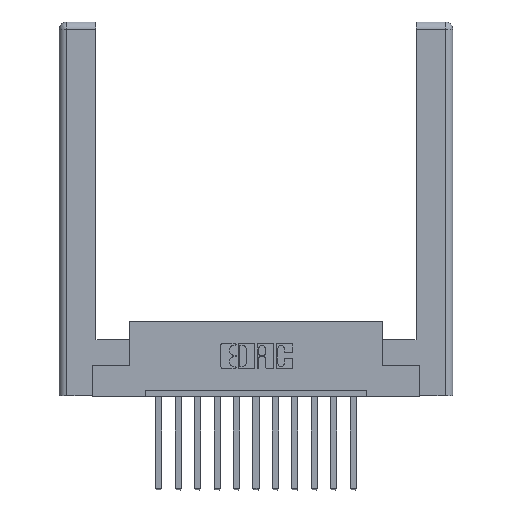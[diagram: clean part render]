
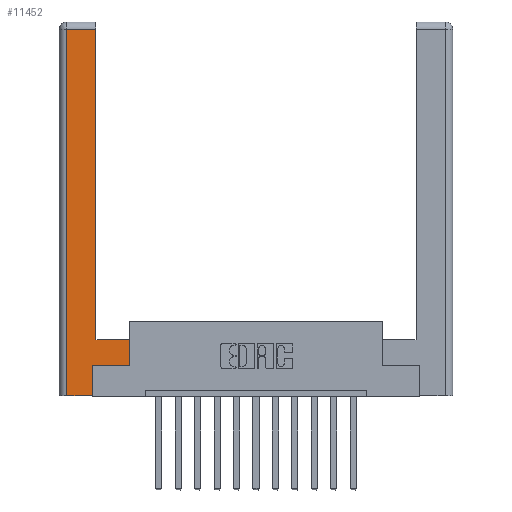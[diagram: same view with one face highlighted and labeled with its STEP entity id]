
A CAD part, top view. The second image highlights one B-rep face of the part: STEP entity #11452.
In plain terms, the highlighted planar face has unit normal (0, 0, 1).
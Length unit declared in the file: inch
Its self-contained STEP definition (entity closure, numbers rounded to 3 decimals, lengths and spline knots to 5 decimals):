
#61 = CARTESIAN_POINT ( 'NONE',  ( 0.295, 2.94, 0. ) ) ;
#350 = VECTOR ( 'NONE', #12482, 39.37008 ) ;
#423 = ORIENTED_EDGE ( 'NONE', *, *, #10563, .T. ) ;
#693 = CARTESIAN_POINT ( 'NONE',  ( 0.0615, 0., 0. ) ) ;
#775 = ORIENTED_EDGE ( 'NONE', *, *, #7515, .T. ) ;
#1175 = LINE ( 'NONE', #14074, #11116 ) ;
#1611 = CARTESIAN_POINT ( 'NONE',  ( 0.565, 0.245, 0. ) ) ;
#1962 = VERTEX_POINT ( 'NONE', #5171 ) ;
#2560 = LINE ( 'NONE', #1611, #11054 ) ;
#2843 = VECTOR ( 'NONE', #11912, 39.37008 ) ;
#3286 = ORIENTED_EDGE ( 'NONE', *, *, #9374, .T. ) ;
#3368 = LINE ( 'NONE', #11340, #4417 ) ;
#3681 = VECTOR ( 'NONE', #14358, 39.37008 ) ;
#3842 = CARTESIAN_POINT ( 'NONE',  ( 0.265, 0., 0. ) ) ;
#4127 = VERTEX_POINT ( 'NONE', #13080 ) ;
#4136 = VECTOR ( 'NONE', #10678, 39.37008 ) ;
#4152 = VERTEX_POINT ( 'NONE', #7649 ) ;
#4290 = FACE_OUTER_BOUND ( 'NONE', #7297, .T. ) ;
#4417 = VECTOR ( 'NONE', #6980, 39.37008 ) ;
#4656 = VECTOR ( 'NONE', #6137, 39.37008 ) ;
#5171 = CARTESIAN_POINT ( 'NONE',  ( 0.295, 0.45, 0. ) ) ;
#5300 = CARTESIAN_POINT ( 'NONE',  ( 0.265, 0.245, 0. ) ) ;
#6137 = DIRECTION ( 'NONE',  ( -1., 0., 0. ) ) ;
#6147 = CARTESIAN_POINT ( 'NONE',  ( 0.0615, 2.94, 0. ) ) ;
#6374 = EDGE_CURVE ( 'NONE', #4152, #4127, #9902, .T. ) ;
#6980 = DIRECTION ( 'NONE',  ( 0., 1., 0. ) ) ;
#7156 = ORIENTED_EDGE ( 'NONE', *, *, #12496, .T. ) ;
#7297 = EDGE_LOOP ( 'NONE', ( #7156, #775, #3286, #11208, #8292, #13521, #10388, #423 ) ) ;
#7357 = VERTEX_POINT ( 'NONE', #14210 ) ;
#7515 = EDGE_CURVE ( 'NONE', #14417, #9273, #1175, .T. ) ;
#7649 = CARTESIAN_POINT ( 'NONE',  ( 0.565, 0.245, 0. ) ) ;
#8139 = DIRECTION ( 'NONE',  ( 1., 0., 0. ) ) ;
#8162 = LINE ( 'NONE', #3842, #2843 ) ;
#8292 = ORIENTED_EDGE ( 'NONE', *, *, #14612, .T. ) ;
#9071 = EDGE_CURVE ( 'NONE', #14654, #4152, #2560, .T. ) ;
#9273 = VERTEX_POINT ( 'NONE', #6147 ) ;
#9322 = VERTEX_POINT ( 'NONE', #9881 ) ;
#9374 = EDGE_CURVE ( 'NONE', #9273, #7357, #11393, .T. ) ;
#9853 = DIRECTION ( 'NONE',  ( -1., 0., 0. ) ) ;
#9881 = CARTESIAN_POINT ( 'NONE',  ( 0.265, 0., 0. ) ) ;
#9902 = LINE ( 'NONE', #14042, #350 ) ;
#10388 = ORIENTED_EDGE ( 'NONE', *, *, #6374, .T. ) ;
#10520 = DIRECTION ( 'NONE',  ( -1., 0., 0. ) ) ;
#10563 = EDGE_CURVE ( 'NONE', #4127, #1962, #13156, .T. ) ;
#10678 = DIRECTION ( 'NONE',  ( 0., -1., 0. ) ) ;
#10698 = CARTESIAN_POINT ( 'NONE',  ( 0., 0., 0. ) ) ;
#11054 = VECTOR ( 'NONE', #8139, 39.37008 ) ;
#11116 = VECTOR ( 'NONE', #10520, 39.37008 ) ;
#11208 = ORIENTED_EDGE ( 'NONE', *, *, #13624, .T. ) ;
#11286 = LINE ( 'NONE', #5300, #3681 ) ;
#11340 = CARTESIAN_POINT ( 'NONE',  ( 0.295, 3., 0. ) ) ;
#11393 = LINE ( 'NONE', #693, #4136 ) ;
#11452 = ADVANCED_FACE ( 'NONE', ( #4290 ), #12032, .F. ) ;
#11660 = AXIS2_PLACEMENT_3D ( 'NONE', #10698, #14101, #9853 ) ;
#11912 = DIRECTION ( 'NONE',  ( 1., 0., 0. ) ) ;
#12032 = PLANE ( 'NONE',  #11660 ) ;
#12482 = DIRECTION ( 'NONE',  ( 0., 1., 0. ) ) ;
#12496 = EDGE_CURVE ( 'NONE', #1962, #14417, #3368, .T. ) ;
#12906 = CARTESIAN_POINT ( 'NONE',  ( 0.295, 0.45, 0. ) ) ;
#13080 = CARTESIAN_POINT ( 'NONE',  ( 0.565, 0.45, 0. ) ) ;
#13156 = LINE ( 'NONE', #12906, #4656 ) ;
#13521 = ORIENTED_EDGE ( 'NONE', *, *, #9071, .T. ) ;
#13624 = EDGE_CURVE ( 'NONE', #7357, #9322, #8162, .T. ) ;
#13823 = CARTESIAN_POINT ( 'NONE',  ( 0.265, 0.245, 0. ) ) ;
#14042 = CARTESIAN_POINT ( 'NONE',  ( 0.565, 0.45, 0. ) ) ;
#14074 = CARTESIAN_POINT ( 'NONE',  ( 0.0615, 2.94, 0. ) ) ;
#14101 = DIRECTION ( 'NONE',  ( 0., 0., -1. ) ) ;
#14210 = CARTESIAN_POINT ( 'NONE',  ( 0.0615, 0., 0. ) ) ;
#14358 = DIRECTION ( 'NONE',  ( 0., 1., 0. ) ) ;
#14417 = VERTEX_POINT ( 'NONE', #61 ) ;
#14612 = EDGE_CURVE ( 'NONE', #9322, #14654, #11286, .T. ) ;
#14654 = VERTEX_POINT ( 'NONE', #13823 ) ;
